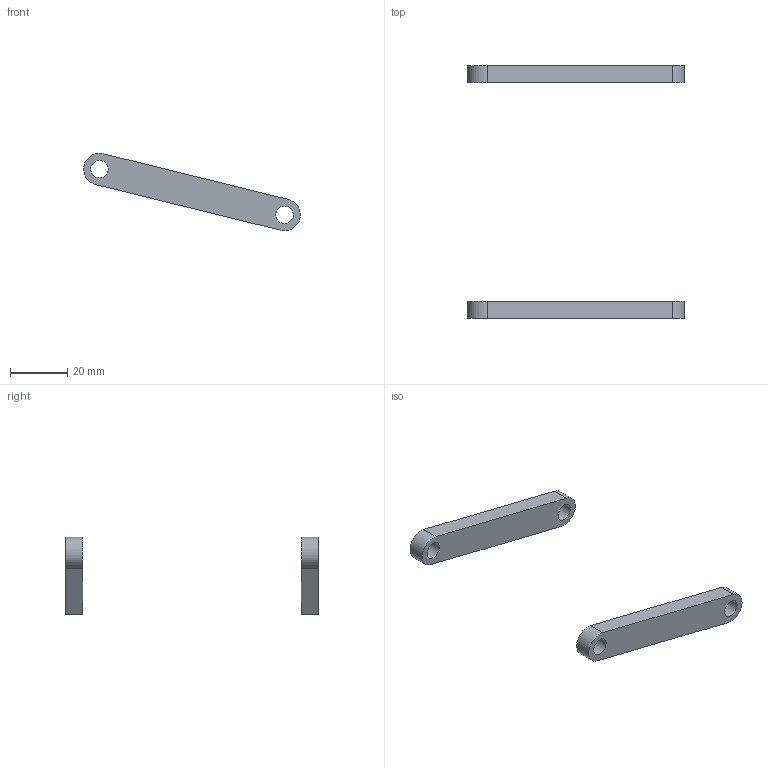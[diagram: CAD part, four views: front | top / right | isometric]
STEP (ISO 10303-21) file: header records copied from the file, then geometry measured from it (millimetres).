
FILE_DESCRIPTION(/* description */ (''),/* implementation_level */ '2;1');
FILE_NAME(/* name */ 'Coupler_link3.step',/* time_stamp */ '2024-11-17T16:37:21+07:00',/* author */ (''),/* organization */ (''),/* preprocessor_version */ 'ST-DEVELOPER v20',/* originating_system */ 'Autodesk Translation Framework v13.20.0.188',/* authorisation */ '');
FILE_SCHEMA (('AUTOMOTIVE_DESIGN { 1 0 10303 214 3 1 1 }'));
Length unit declared in the file: millimetre
Products named in the file (2): Assembly6; coupler
Assembly tree (1 placements, depth 2):
  Assembly6
    coupler
Bounding box: 75.39 x 88 x 26.86 mm (x, y, z)
Volume: 9195.9 mm3; surface area: 5532.1 mm2
Topology: 2 solids, 2 shells, 16 faces, 36 edges, 24 vertices
Faces by surface type: cylinder 8, plane 8
Full cylindrical faces by diameter (mm): 6.1 x4
Entity records: 524 total; most frequent: DIRECTION 90, CARTESIAN_POINT 79, ORIENTED_EDGE 72, EDGE_CURVE 36, AXIS2_PLACEMENT_3D 35, EDGE_LOOP 24, VERTEX_POINT 24, LINE 20
